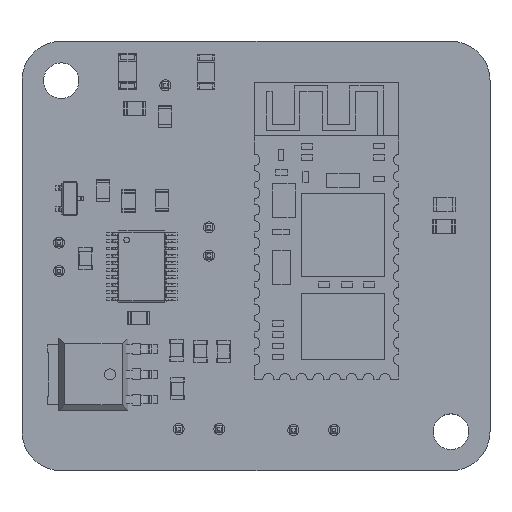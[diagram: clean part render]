
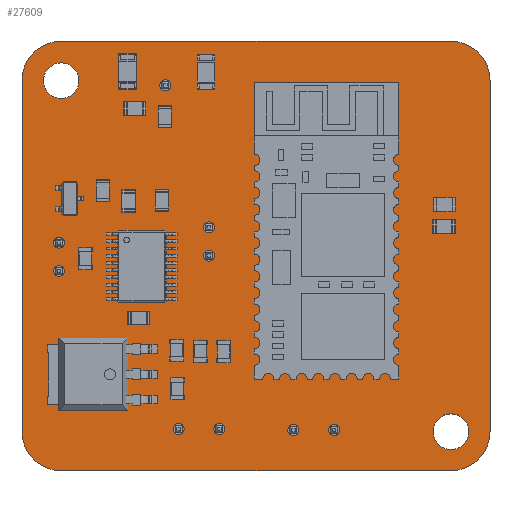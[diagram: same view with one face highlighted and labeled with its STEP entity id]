
A CAD part, top view. The second image highlights one B-rep face of the part: STEP entity #27609.
In plain terms, the highlighted planar face has unit normal (0, 0, 1).
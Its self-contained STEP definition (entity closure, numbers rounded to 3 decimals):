
#27339 = VERTEX_POINT('',#27340);
#27340 = CARTESIAN_POINT('',(111.778,-47.75,1.6));
#27346 = EDGE_CURVE('',#27339,#27347,#27349,.T.);
#27347 = VERTEX_POINT('',#27348);
#27348 = CARTESIAN_POINT('',(115.288,-51.26,1.6));
#27349 = CIRCLE('',#27350,3.51);
#27350 = AXIS2_PLACEMENT_3D('',#27351,#27352,#27353);
#27351 = CARTESIAN_POINT('',(111.778,-51.26,1.6));
#27352 = DIRECTION('',(0.,0.,-1.));
#27353 = DIRECTION('',(0.,1.,0.));
#27381 = VERTEX_POINT('',#27382);
#27382 = CARTESIAN_POINT('',(76.66,-47.75,1.6));
#27388 = EDGE_CURVE('',#27381,#27339,#27389,.T.);
#27389 = LINE('',#27390,#27391);
#27390 = CARTESIAN_POINT('',(76.66,-47.75,1.6));
#27391 = VECTOR('',#27392,1.);
#27392 = DIRECTION('',(1.,0.,0.));
#27410 = EDGE_CURVE('',#27347,#27411,#27413,.T.);
#27411 = VERTEX_POINT('',#27412);
#27412 = CARTESIAN_POINT('',(115.288,-82.898,1.6));
#27413 = LINE('',#27414,#27415);
#27414 = CARTESIAN_POINT('',(115.288,-51.26,1.6));
#27415 = VECTOR('',#27416,1.);
#27416 = DIRECTION('',(0.,-1.,0.));
#27609 = ADVANCED_FACE('',(#27610,#27656,#27667,#27678,#27689,#27700,
    #27711,#27722,#27733,#27744,#27755,#27766),#27777,.T.);
#27610 = FACE_BOUND('',#27611,.T.);
#27611 = EDGE_LOOP('',(#27612,#27613,#27614,#27623,#27631,#27640,#27648,
    #27655));
#27612 = ORIENTED_EDGE('',*,*,#27346,.F.);
#27613 = ORIENTED_EDGE('',*,*,#27388,.F.);
#27614 = ORIENTED_EDGE('',*,*,#27615,.F.);
#27615 = EDGE_CURVE('',#27616,#27381,#27618,.T.);
#27616 = VERTEX_POINT('',#27617);
#27617 = CARTESIAN_POINT('',(73.15,-51.26,1.6));
#27618 = CIRCLE('',#27619,3.51);
#27619 = AXIS2_PLACEMENT_3D('',#27620,#27621,#27622);
#27620 = CARTESIAN_POINT('',(76.66,-51.26,1.6));
#27621 = DIRECTION('',(0.,0.,-1.));
#27622 = DIRECTION('',(-1.,0.,-0.));
#27623 = ORIENTED_EDGE('',*,*,#27624,.F.);
#27624 = EDGE_CURVE('',#27625,#27616,#27627,.T.);
#27625 = VERTEX_POINT('',#27626);
#27626 = CARTESIAN_POINT('',(73.15,-82.898,1.6));
#27627 = LINE('',#27628,#27629);
#27628 = CARTESIAN_POINT('',(73.15,-82.898,1.6));
#27629 = VECTOR('',#27630,1.);
#27630 = DIRECTION('',(0.,1.,0.));
#27631 = ORIENTED_EDGE('',*,*,#27632,.F.);
#27632 = EDGE_CURVE('',#27633,#27625,#27635,.T.);
#27633 = VERTEX_POINT('',#27634);
#27634 = CARTESIAN_POINT('',(76.66,-86.408,1.6));
#27635 = CIRCLE('',#27636,3.51);
#27636 = AXIS2_PLACEMENT_3D('',#27637,#27638,#27639);
#27637 = CARTESIAN_POINT('',(76.66,-82.898,1.6));
#27638 = DIRECTION('',(0.,0.,-1.));
#27639 = DIRECTION('',(0.,-1.,0.));
#27640 = ORIENTED_EDGE('',*,*,#27641,.F.);
#27641 = EDGE_CURVE('',#27642,#27633,#27644,.T.);
#27642 = VERTEX_POINT('',#27643);
#27643 = CARTESIAN_POINT('',(111.778,-86.408,1.6));
#27644 = LINE('',#27645,#27646);
#27645 = CARTESIAN_POINT('',(111.778,-86.408,1.6));
#27646 = VECTOR('',#27647,1.);
#27647 = DIRECTION('',(-1.,0.,0.));
#27648 = ORIENTED_EDGE('',*,*,#27649,.F.);
#27649 = EDGE_CURVE('',#27411,#27642,#27650,.T.);
#27650 = CIRCLE('',#27651,3.51);
#27651 = AXIS2_PLACEMENT_3D('',#27652,#27653,#27654);
#27652 = CARTESIAN_POINT('',(111.778,-82.898,1.6));
#27653 = DIRECTION('',(0.,0.,-1.));
#27654 = DIRECTION('',(1.,0.,0.));
#27655 = ORIENTED_EDGE('',*,*,#27410,.F.);
#27656 = FACE_BOUND('',#27657,.T.);
#27657 = EDGE_LOOP('',(#27658));
#27658 = ORIENTED_EDGE('',*,*,#27659,.T.);
#27659 = EDGE_CURVE('',#27660,#27660,#27662,.T.);
#27660 = VERTEX_POINT('',#27661);
#27661 = CARTESIAN_POINT('',(87.25,-83.16,1.6));
#27662 = CIRCLE('',#27663,0.5);
#27663 = AXIS2_PLACEMENT_3D('',#27664,#27665,#27666);
#27664 = CARTESIAN_POINT('',(87.25,-82.66,1.6));
#27665 = DIRECTION('',(-0.,0.,-1.));
#27666 = DIRECTION('',(-0.,-1.,0.));
#27667 = FACE_BOUND('',#27668,.T.);
#27668 = EDGE_LOOP('',(#27669));
#27669 = ORIENTED_EDGE('',*,*,#27670,.T.);
#27670 = EDGE_CURVE('',#27671,#27671,#27673,.T.);
#27671 = VERTEX_POINT('',#27672);
#27672 = CARTESIAN_POINT('',(90.91,-83.16,1.6));
#27673 = CIRCLE('',#27674,0.5);
#27674 = AXIS2_PLACEMENT_3D('',#27675,#27676,#27677);
#27675 = CARTESIAN_POINT('',(90.91,-82.66,1.6));
#27676 = DIRECTION('',(-0.,0.,-1.));
#27677 = DIRECTION('',(-0.,-1.,0.));
#27678 = FACE_BOUND('',#27679,.T.);
#27679 = EDGE_LOOP('',(#27680));
#27680 = ORIENTED_EDGE('',*,*,#27681,.T.);
#27681 = EDGE_CURVE('',#27682,#27682,#27684,.T.);
#27682 = VERTEX_POINT('',#27683);
#27683 = CARTESIAN_POINT('',(76.48,-68.93,1.6));
#27684 = CIRCLE('',#27685,0.5);
#27685 = AXIS2_PLACEMENT_3D('',#27686,#27687,#27688);
#27686 = CARTESIAN_POINT('',(76.48,-68.43,1.6));
#27687 = DIRECTION('',(-0.,0.,-1.));
#27688 = DIRECTION('',(-0.,-1.,0.));
#27689 = FACE_BOUND('',#27690,.T.);
#27690 = EDGE_LOOP('',(#27691));
#27691 = ORIENTED_EDGE('',*,*,#27692,.T.);
#27692 = EDGE_CURVE('',#27693,#27693,#27695,.T.);
#27693 = VERTEX_POINT('',#27694);
#27694 = CARTESIAN_POINT('',(97.59,-83.26,1.6));
#27695 = CIRCLE('',#27696,0.5);
#27696 = AXIS2_PLACEMENT_3D('',#27697,#27698,#27699);
#27697 = CARTESIAN_POINT('',(97.59,-82.76,1.6));
#27698 = DIRECTION('',(-0.,0.,-1.));
#27699 = DIRECTION('',(-0.,-1.,0.));
#27700 = FACE_BOUND('',#27701,.T.);
#27701 = EDGE_LOOP('',(#27702));
#27702 = ORIENTED_EDGE('',*,*,#27703,.T.);
#27703 = EDGE_CURVE('',#27704,#27704,#27706,.T.);
#27704 = VERTEX_POINT('',#27705);
#27705 = CARTESIAN_POINT('',(101.26,-83.25,1.6));
#27706 = CIRCLE('',#27707,0.5);
#27707 = AXIS2_PLACEMENT_3D('',#27708,#27709,#27710);
#27708 = CARTESIAN_POINT('',(101.26,-82.75,1.6));
#27709 = DIRECTION('',(-0.,0.,-1.));
#27710 = DIRECTION('',(-0.,-1.,0.));
#27711 = FACE_BOUND('',#27712,.T.);
#27712 = EDGE_LOOP('',(#27713));
#27713 = ORIENTED_EDGE('',*,*,#27714,.T.);
#27714 = EDGE_CURVE('',#27715,#27715,#27717,.T.);
#27715 = VERTEX_POINT('',#27716);
#27716 = CARTESIAN_POINT('',(111.778,-84.498,1.6));
#27717 = CIRCLE('',#27718,1.6);
#27718 = AXIS2_PLACEMENT_3D('',#27719,#27720,#27721);
#27719 = CARTESIAN_POINT('',(111.778,-82.898,1.6));
#27720 = DIRECTION('',(-0.,0.,-1.));
#27721 = DIRECTION('',(0.,-1.,-0.));
#27722 = FACE_BOUND('',#27723,.T.);
#27723 = EDGE_LOOP('',(#27724));
#27724 = ORIENTED_EDGE('',*,*,#27725,.T.);
#27725 = EDGE_CURVE('',#27726,#27726,#27728,.T.);
#27726 = VERTEX_POINT('',#27727);
#27727 = CARTESIAN_POINT('',(76.48,-66.39,1.6));
#27728 = CIRCLE('',#27729,0.5);
#27729 = AXIS2_PLACEMENT_3D('',#27730,#27731,#27732);
#27730 = CARTESIAN_POINT('',(76.48,-65.89,1.6));
#27731 = DIRECTION('',(-0.,0.,-1.));
#27732 = DIRECTION('',(-0.,-1.,0.));
#27733 = FACE_BOUND('',#27734,.T.);
#27734 = EDGE_LOOP('',(#27735));
#27735 = ORIENTED_EDGE('',*,*,#27736,.T.);
#27736 = EDGE_CURVE('',#27737,#27737,#27739,.T.);
#27737 = VERTEX_POINT('',#27738);
#27738 = CARTESIAN_POINT('',(89.99,-67.545,1.6));
#27739 = CIRCLE('',#27740,0.5);
#27740 = AXIS2_PLACEMENT_3D('',#27741,#27742,#27743);
#27741 = CARTESIAN_POINT('',(89.99,-67.045,1.6));
#27742 = DIRECTION('',(-0.,0.,-1.));
#27743 = DIRECTION('',(-0.,-1.,0.));
#27744 = FACE_BOUND('',#27745,.T.);
#27745 = EDGE_LOOP('',(#27746));
#27746 = ORIENTED_EDGE('',*,*,#27747,.T.);
#27747 = EDGE_CURVE('',#27748,#27748,#27750,.T.);
#27748 = VERTEX_POINT('',#27749);
#27749 = CARTESIAN_POINT('',(89.99,-65.005,1.6));
#27750 = CIRCLE('',#27751,0.5);
#27751 = AXIS2_PLACEMENT_3D('',#27752,#27753,#27754);
#27752 = CARTESIAN_POINT('',(89.99,-64.505,1.6));
#27753 = DIRECTION('',(-0.,0.,-1.));
#27754 = DIRECTION('',(-0.,-1.,0.));
#27755 = FACE_BOUND('',#27756,.T.);
#27756 = EDGE_LOOP('',(#27757));
#27757 = ORIENTED_EDGE('',*,*,#27758,.T.);
#27758 = EDGE_CURVE('',#27759,#27759,#27761,.T.);
#27759 = VERTEX_POINT('',#27760);
#27760 = CARTESIAN_POINT('',(76.68,-52.89,1.6));
#27761 = CIRCLE('',#27762,1.6);
#27762 = AXIS2_PLACEMENT_3D('',#27763,#27764,#27765);
#27763 = CARTESIAN_POINT('',(76.68,-51.29,1.6));
#27764 = DIRECTION('',(-0.,0.,-1.));
#27765 = DIRECTION('',(-0.,-1.,0.));
#27766 = FACE_BOUND('',#27767,.T.);
#27767 = EDGE_LOOP('',(#27768));
#27768 = ORIENTED_EDGE('',*,*,#27769,.T.);
#27769 = EDGE_CURVE('',#27770,#27770,#27772,.T.);
#27770 = VERTEX_POINT('',#27771);
#27771 = CARTESIAN_POINT('',(86.06,-52.22,1.6));
#27772 = CIRCLE('',#27773,0.5);
#27773 = AXIS2_PLACEMENT_3D('',#27774,#27775,#27776);
#27774 = CARTESIAN_POINT('',(86.06,-51.72,1.6));
#27775 = DIRECTION('',(-0.,0.,-1.));
#27776 = DIRECTION('',(-0.,-1.,0.));
#27777 = PLANE('',#27778);
#27778 = AXIS2_PLACEMENT_3D('',#27779,#27780,#27781);
#27779 = CARTESIAN_POINT('',(0.,0.,1.6));
#27780 = DIRECTION('',(0.,0.,1.));
#27781 = DIRECTION('',(1.,0.,-0.));
